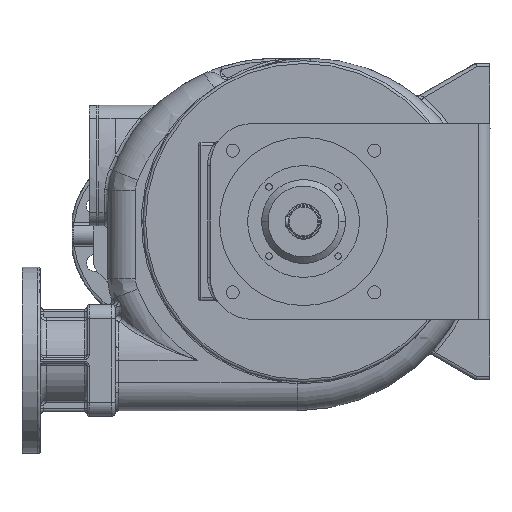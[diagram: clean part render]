
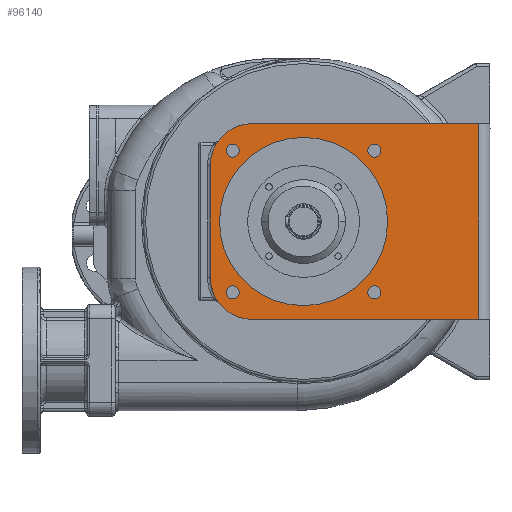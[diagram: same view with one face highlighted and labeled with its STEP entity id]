
A CAD part, left-side view. The second image highlights one B-rep face of the part: STEP entity #96140.
In plain terms, the highlighted planar face has unit normal (-1, 0, 0).
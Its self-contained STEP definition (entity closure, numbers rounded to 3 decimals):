
#32042=DIRECTION('',(0.,0.,1.));
#32043=VECTOR('',#32042,210.);
#32044=CARTESIAN_POINT('',(-424.5,12.,-105.));
#32045=LINE('',#32044,#32043);
#32217=CARTESIAN_POINT('',(-424.5,255.,-60.));
#32218=DIRECTION('',(1.,0.,0.));
#32219=DIRECTION('',(0.,0.,-1.));
#32220=AXIS2_PLACEMENT_3D('',#32217,#32218,#32219);
#32222=DIRECTION('',(0.,0.,1.));
#32223=VECTOR('',#32222,120.);
#32224=CARTESIAN_POINT('',(-424.5,300.,-60.));
#32225=LINE('',#32224,#32223);
#32226=CARTESIAN_POINT('',(-424.5,255.,60.));
#32227=DIRECTION('',(1.,0.,0.));
#32228=DIRECTION('',(0.,1.,0.));
#32229=AXIS2_PLACEMENT_3D('',#32226,#32227,#32228);
#32231=DIRECTION('',(0.,-1.,0.));
#32232=VECTOR('',#32231,243.);
#32233=CARTESIAN_POINT('',(-424.5,255.,105.));
#32234=LINE('',#32233,#32232);
#32235=DIRECTION('',(0.,1.,0.));
#32236=VECTOR('',#32235,243.);
#32237=CARTESIAN_POINT('',(-424.5,12.,-105.));
#32238=LINE('',#32237,#32236);
#32239=CARTESIAN_POINT('',(-424.5,200.,0.));
#32240=DIRECTION('',(-1.,0.,0.));
#32241=DIRECTION('',(0.,-1.,0.));
#32242=AXIS2_PLACEMENT_3D('',#32239,#32240,#32241);
#32244=CARTESIAN_POINT('',(-424.5,200.,0.));
#32245=DIRECTION('',(-1.,0.,0.));
#32246=DIRECTION('',(0.,1.,0.));
#32247=AXIS2_PLACEMENT_3D('',#32244,#32245,#32246);
#32249=CARTESIAN_POINT('',(-424.5,276.014,-76.014));
#32250=DIRECTION('',(-1.,0.,0.));
#32251=DIRECTION('',(0.,-1.,0.));
#32252=AXIS2_PLACEMENT_3D('',#32249,#32250,#32251);
#32254=CARTESIAN_POINT('',(-424.5,276.014,-76.014));
#32255=DIRECTION('',(-1.,0.,0.));
#32256=DIRECTION('',(0.,1.,0.));
#32257=AXIS2_PLACEMENT_3D('',#32254,#32255,#32256);
#32259=CARTESIAN_POINT('',(-424.5,123.986,-76.014));
#32260=DIRECTION('',(-1.,0.,0.));
#32261=DIRECTION('',(0.,0.,1.));
#32262=AXIS2_PLACEMENT_3D('',#32259,#32260,#32261);
#32264=CARTESIAN_POINT('',(-424.5,123.986,-76.014));
#32265=DIRECTION('',(-1.,0.,0.));
#32266=DIRECTION('',(0.,0.,-1.));
#32267=AXIS2_PLACEMENT_3D('',#32264,#32265,#32266);
#32269=CARTESIAN_POINT('',(-424.5,123.986,76.014));
#32270=DIRECTION('',(-1.,0.,0.));
#32271=DIRECTION('',(0.,1.,0.));
#32272=AXIS2_PLACEMENT_3D('',#32269,#32270,#32271);
#32274=CARTESIAN_POINT('',(-424.5,123.986,76.014));
#32275=DIRECTION('',(-1.,0.,0.));
#32276=DIRECTION('',(0.,-1.,0.));
#32277=AXIS2_PLACEMENT_3D('',#32274,#32275,#32276);
#32279=CARTESIAN_POINT('',(-424.5,276.014,76.014));
#32280=DIRECTION('',(-1.,0.,0.));
#32281=DIRECTION('',(0.,0.,-1.));
#32282=AXIS2_PLACEMENT_3D('',#32279,#32280,#32281);
#32284=CARTESIAN_POINT('',(-424.5,276.014,76.014));
#32285=DIRECTION('',(-1.,0.,0.));
#32286=DIRECTION('',(0.,0.,1.));
#32287=AXIS2_PLACEMENT_3D('',#32284,#32285,#32286);
#48501=CARTESIAN_POINT('',(-424.5,255.,-105.));
#48503=VERTEX_POINT('',#48501);
#48504=CARTESIAN_POINT('',(-424.5,109.8,0.));
#48505=CARTESIAN_POINT('',(-424.5,290.2,0.));
#48506=VERTEX_POINT('',#48504);
#48507=VERTEX_POINT('',#48505);
#48512=CARTESIAN_POINT('',(-424.5,12.,-105.));
#48513=VERTEX_POINT('',#48512);
#48514=CARTESIAN_POINT('',(-424.5,12.,105.));
#48515=VERTEX_POINT('',#48514);
#48516=CARTESIAN_POINT('',(-424.5,255.,105.));
#48517=VERTEX_POINT('',#48516);
#48560=CARTESIAN_POINT('',(-424.5,300.,-60.));
#48561=VERTEX_POINT('',#48560);
#48562=CARTESIAN_POINT('',(-424.5,300.,60.));
#48563=VERTEX_POINT('',#48562);
#48564=CARTESIAN_POINT('',(-424.5,269.014,-76.014));
#48565=CARTESIAN_POINT('',(-424.5,283.014,-76.014));
#48566=VERTEX_POINT('',#48564);
#48567=VERTEX_POINT('',#48565);
#48568=CARTESIAN_POINT('',(-424.5,123.986,-69.014));
#48569=CARTESIAN_POINT('',(-424.5,123.986,-83.014));
#48570=VERTEX_POINT('',#48568);
#48571=VERTEX_POINT('',#48569);
#48572=CARTESIAN_POINT('',(-424.5,130.986,76.014));
#48573=CARTESIAN_POINT('',(-424.5,116.986,76.014));
#48574=VERTEX_POINT('',#48572);
#48575=VERTEX_POINT('',#48573);
#48576=CARTESIAN_POINT('',(-424.5,276.014,69.014));
#48577=CARTESIAN_POINT('',(-424.5,276.014,83.014));
#48578=VERTEX_POINT('',#48576);
#48579=VERTEX_POINT('',#48577);
#96097=CARTESIAN_POINT('',(-424.5,200.,0.));
#96098=DIRECTION('',(1.,0.,0.));
#96099=DIRECTION('',(0.,0.,-1.));
#96100=AXIS2_PLACEMENT_3D('',#96097,#96098,#96099);
#96101=PLANE('',#96100);
#96102=ORIENTED_EDGE('',*,*,#96090,.T.);
#96103=ORIENTED_EDGE('',*,*,#95831,.T.);
#96104=ORIENTED_EDGE('',*,*,#95851,.T.);
#96105=ORIENTED_EDGE('',*,*,#95864,.T.);
#96106=ORIENTED_EDGE('',*,*,#95894,.F.);
#96107=ORIENTED_EDGE('',*,*,#96078,.T.);
#96108=EDGE_LOOP('',(#96102,#96103,#96104,#96105,#96106,#96107));
#96109=FACE_OUTER_BOUND('',#96108,.F.);
#96111=ORIENTED_EDGE('',*,*,#96110,.T.);
#96113=ORIENTED_EDGE('',*,*,#96112,.T.);
#96114=EDGE_LOOP('',(#96111,#96113));
#96115=FACE_BOUND('',#96114,.F.);
#96117=ORIENTED_EDGE('',*,*,#96116,.T.);
#96119=ORIENTED_EDGE('',*,*,#96118,.T.);
#96120=EDGE_LOOP('',(#96117,#96119));
#96121=FACE_BOUND('',#96120,.F.);
#96123=ORIENTED_EDGE('',*,*,#96122,.T.);
#96125=ORIENTED_EDGE('',*,*,#96124,.T.);
#96126=EDGE_LOOP('',(#96123,#96125));
#96127=FACE_BOUND('',#96126,.F.);
#96129=ORIENTED_EDGE('',*,*,#96128,.T.);
#96131=ORIENTED_EDGE('',*,*,#96130,.T.);
#96132=EDGE_LOOP('',(#96129,#96131));
#96133=FACE_BOUND('',#96132,.F.);
#96135=ORIENTED_EDGE('',*,*,#96134,.T.);
#96137=ORIENTED_EDGE('',*,*,#96136,.T.);
#96138=EDGE_LOOP('',(#96135,#96137));
#96139=FACE_BOUND('',#96138,.F.);
#96140=ADVANCED_FACE('',(#96109,#96115,#96121,#96127,#96133,#96139),#96101,.F.);
#32221=CIRCLE('',#32220,45.);
#32230=CIRCLE('',#32229,45.);
#32243=CIRCLE('',#32242,90.2);
#32248=CIRCLE('',#32247,90.2);
#32253=CIRCLE('',#32252,7.);
#32258=CIRCLE('',#32257,7.);
#32263=CIRCLE('',#32262,7.);
#32268=CIRCLE('',#32267,7.);
#32273=CIRCLE('',#32272,7.);
#32278=CIRCLE('',#32277,7.);
#32283=CIRCLE('',#32282,7.);
#32288=CIRCLE('',#32287,7.);
#95831=EDGE_CURVE('',#48561,#48563,#32225,.T.);
#95851=EDGE_CURVE('',#48563,#48517,#32230,.T.);
#95864=EDGE_CURVE('',#48517,#48515,#32234,.T.);
#95894=EDGE_CURVE('',#48513,#48515,#32045,.T.);
#96078=EDGE_CURVE('',#48513,#48503,#32238,.T.);
#96090=EDGE_CURVE('',#48503,#48561,#32221,.T.);
#96110=EDGE_CURVE('',#48506,#48507,#32243,.T.);
#96112=EDGE_CURVE('',#48507,#48506,#32248,.T.);
#96116=EDGE_CURVE('',#48566,#48567,#32253,.T.);
#96118=EDGE_CURVE('',#48567,#48566,#32258,.T.);
#96122=EDGE_CURVE('',#48570,#48571,#32263,.T.);
#96124=EDGE_CURVE('',#48571,#48570,#32268,.T.);
#96128=EDGE_CURVE('',#48574,#48575,#32273,.T.);
#96130=EDGE_CURVE('',#48575,#48574,#32278,.T.);
#96134=EDGE_CURVE('',#48578,#48579,#32283,.T.);
#96136=EDGE_CURVE('',#48579,#48578,#32288,.T.);
